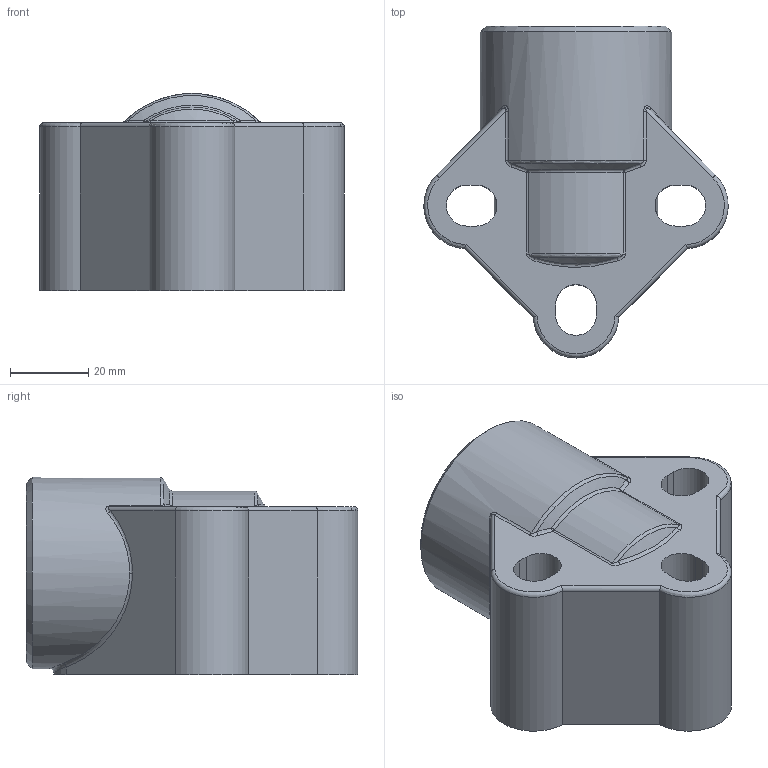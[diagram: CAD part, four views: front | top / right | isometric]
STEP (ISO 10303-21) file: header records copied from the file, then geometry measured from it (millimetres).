
FILE_DESCRIPTION(/* description */ ('Unknown'),/* implementation_level */ '2;1');
FILE_NAME(/* name */ 'AF.01740-001',/* time_stamp */ '2023-07-24T09:53:13+02:00',/* author */ ('Unknown'),/* organization */ ('Unknown'),/* preprocessor_version */ 'ST-DEVELOPER v18.102',/* originating_system */ 'Solid Edge',/* authorisation */ 'Unknown');
FILE_SCHEMA (('AUTOMOTIVE_DESIGN {1 0 10303 214 3 1 1}'));
Length unit declared in the file: millimetre
Products named in the file (2): AF; AF.01740
Assembly tree (1 placements, depth 2):
  AF
    AF.01740
Bounding box: 77.99 x 85 x 50.5 mm (x, y, z)
Volume: 127653.5 mm3; surface area: 29084.1 mm2
Topology: 1 solids, 1 shells, 71 faces, 169 edges, 104 vertices
Faces by surface type: cylinder 28, plane 15, bspline 14, torus 6, cone 6, sphere 2
Full cylindrical faces by diameter (mm): 24.5 x2, 28 x1, 30.75 x1, 36.7 x1, 49 x1
Entity records: 2839 total; most frequent: CARTESIAN_POINT 1318, ORIENTED_EDGE 314, DIRECTION 266, EDGE_CURVE 157, AXIS2_PLACEMENT_3D 107, VERTEX_POINT 101, EDGE_LOOP 90, FACE_BOUND 90
